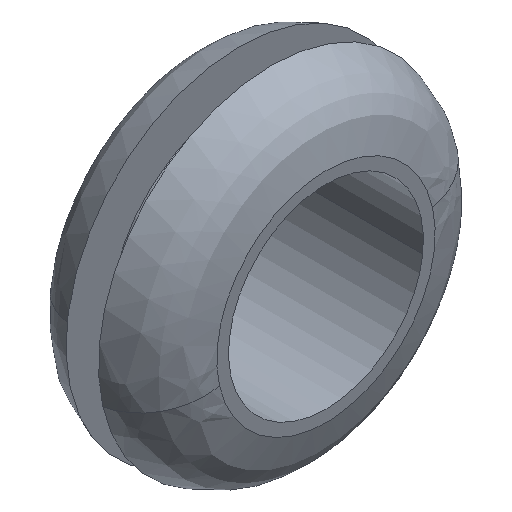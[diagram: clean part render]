
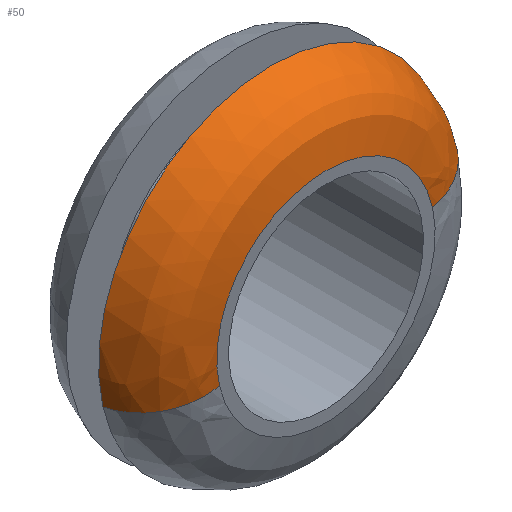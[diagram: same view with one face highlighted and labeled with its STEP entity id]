
A CAD part, isometric view. The second image highlights one B-rep face of the part: STEP entity #50.
In plain terms, the highlighted free-form (B-spline) face has degree [2, 2] with [5, 5] control points.
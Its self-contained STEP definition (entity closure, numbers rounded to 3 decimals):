
#50=ADVANCED_FACE('',(#157),#156,.T.);
#156=( BOUNDED_SURFACE() B_SPLINE_SURFACE( 2,2,((#272,#273,#274,#275,#276),(#277,#278,#279,#280,#281),(#282,#283,#284,#285,#286),(#287,#288,#289,#290,#291),(#292,#293,#294,#295,#296)), .UNSPECIFIED.,.F.,.F.,.F.) B_SPLINE_SURFACE_WITH_KNOTS((3,2,3),(3,2,3),(0.,0.5,1.),(0.,0.5,1.), .UNSPECIFIED. ) GEOMETRIC_REPRESENTATION_ITEM() RATIONAL_B_SPLINE_SURFACE(((1.,0.764,1.,0.764,1.),(0.707,0.54,0.707,0.54,0.707),(1.,0.764,1.,0.764,1.),(0.707,0.54,0.707,0.54,0.707),(1.,0.764,1.,0.764,1.))) REPRESENTATION_ITEM('') SURFACE() );
#157=FACE_OUTER_BOUND('',#297,.T.);
#272=CARTESIAN_POINT('',(7.806,2.501,1.75));
#273=CARTESIAN_POINT('',(7.395,0.,1.658));
#274=CARTESIAN_POINT('',(4.92,0.,1.103));
#275=CARTESIAN_POINT('',(2.445,0.,0.548));
#276=CARTESIAN_POINT('',(2.033,2.501,0.456));
#277=CARTESIAN_POINT('',(6.056,2.501,9.557));
#278=CARTESIAN_POINT('',(5.736,0.,9.053));
#279=CARTESIAN_POINT('',(3.817,0.,6.023));
#280=CARTESIAN_POINT('',(1.897,0.,2.993));
#281=CARTESIAN_POINT('',(1.577,2.501,2.489));
#282=CARTESIAN_POINT('',(-1.75,2.501,7.806));
#283=CARTESIAN_POINT('',(-1.658,0.,7.395));
#284=CARTESIAN_POINT('',(-1.103,0.,4.92));
#285=CARTESIAN_POINT('',(-0.548,0.,2.445));
#286=CARTESIAN_POINT('',(-0.456,2.501,2.033));
#287=CARTESIAN_POINT('',(-9.557,2.501,6.056));
#288=CARTESIAN_POINT('',(-9.053,0.,5.736));
#289=CARTESIAN_POINT('',(-6.023,0.,3.817));
#290=CARTESIAN_POINT('',(-2.993,0.,1.897));
#291=CARTESIAN_POINT('',(-2.489,2.501,1.577));
#292=CARTESIAN_POINT('',(-7.806,2.501,-1.75));
#293=CARTESIAN_POINT('',(-7.395,0.,-1.658));
#294=CARTESIAN_POINT('',(-4.92,0.,-1.103));
#295=CARTESIAN_POINT('',(-2.445,0.,-0.548));
#296=CARTESIAN_POINT('',(-2.033,2.501,-0.456));
#297=EDGE_LOOP('',(#384,#385,#386,#387,#388,#389));
#384=ORIENTED_EDGE('',*,*,#418,.F.);
#385=ORIENTED_EDGE('',*,*,#420,.F.);
#386=ORIENTED_EDGE('',*,*,#430,.F.);
#387=ORIENTED_EDGE('',*,*,#411,.T.);
#388=ORIENTED_EDGE('',*,*,#410,.T.);
#389=ORIENTED_EDGE('',*,*,#431,.T.);
#410=EDGE_CURVE('',#530,#531,#532,.T.);
#411=EDGE_CURVE('',#538,#530,#539,.T.);
#418=EDGE_CURVE('',#586,#587,#588,.T.);
#420=EDGE_CURVE('',#594,#586,#601,.T.);
#430=EDGE_CURVE('',#538,#594,#664,.T.);
#431=EDGE_CURVE('',#531,#587,#670,.T.);
#530=VERTEX_POINT('',#746);
#531=VERTEX_POINT('',#747);
#532=CIRCLE('',#751,8.);
#538=VERTEX_POINT('',#752);
#539=CIRCLE('',#756,8.);
#586=VERTEX_POINT('',#786);
#587=VERTEX_POINT('',#787);
#588=CIRCLE('',#791,5.042);
#594=VERTEX_POINT('',#792);
#601=CIRCLE('',#800,5.042);
#664=(BOUNDED_CURVE() B_SPLINE_CURVE(2,(#832,#833,#834),.UNSPECIFIED.,.F.,.F.) B_SPLINE_CURVE_WITH_KNOTS((3,3),(0.,0.5),.UNSPECIFIED.) CURVE() GEOMETRIC_REPRESENTATION_ITEM() RATIONAL_B_SPLINE_CURVE((1.,0.764,1.)) REPRESENTATION_ITEM('') );
#670=(BOUNDED_CURVE() B_SPLINE_CURVE(3,(#835,#836,#837,#838,#839),.UNSPECIFIED.,.F.,.F.) B_SPLINE_CURVE_WITH_KNOTS((4,1,4),(0.,0.25,0.5),.UNSPECIFIED.) CURVE() GEOMETRIC_REPRESENTATION_ITEM() RATIONAL_B_SPLINE_CURVE((1.,1.,1.,1.,1.)) REPRESENTATION_ITEM('') );
#746=CARTESIAN_POINT('',(0.,2.5,8.));
#747=CARTESIAN_POINT('',(-7.806,2.5,-1.75));
#748=CARTESIAN_POINT('',(0.,2.5,0.));
#749=DIRECTION('',(0.,-1.,0.));
#750=DIRECTION('',(0.,0.,-1.));
#751=AXIS2_PLACEMENT_3D('',#748,#749,#750);
#752=CARTESIAN_POINT('',(7.806,2.5,1.75));
#753=CARTESIAN_POINT('',(0.,2.5,0.));
#754=DIRECTION('',(0.,-1.,0.));
#755=DIRECTION('',(-0.987,0.,-0.163));
#756=AXIS2_PLACEMENT_3D('',#753,#754,#755);
#786=CARTESIAN_POINT('',(0.,0.,5.042));
#787=CARTESIAN_POINT('',(-4.92,0.,-1.103));
#788=CARTESIAN_POINT('',(0.,0.,0.));
#789=DIRECTION('',(0.,-1.,0.));
#790=DIRECTION('',(0.,0.,1.));
#791=AXIS2_PLACEMENT_3D('',#788,#789,#790);
#792=CARTESIAN_POINT('',(4.92,0.,1.103));
#797=CARTESIAN_POINT('',(0.,0.,0.));
#798=DIRECTION('',(0.,-1.,0.));
#799=DIRECTION('',(0.,0.,1.));
#800=AXIS2_PLACEMENT_3D('',#797,#798,#799);
#832=CARTESIAN_POINT('',(7.806,2.5,1.75));
#833=CARTESIAN_POINT('',(7.394,0.,1.658));
#834=CARTESIAN_POINT('',(4.92,0.,1.103));
#835=CARTESIAN_POINT('',(-7.806,2.501,-1.75));
#836=CARTESIAN_POINT('',(-7.697,1.813,-1.726));
#837=CARTESIAN_POINT('',(-6.971,0.513,-1.563));
#838=CARTESIAN_POINT('',(-5.6,-0.004,-1.256));
#839=CARTESIAN_POINT('',(-4.92,0.,-1.103));
